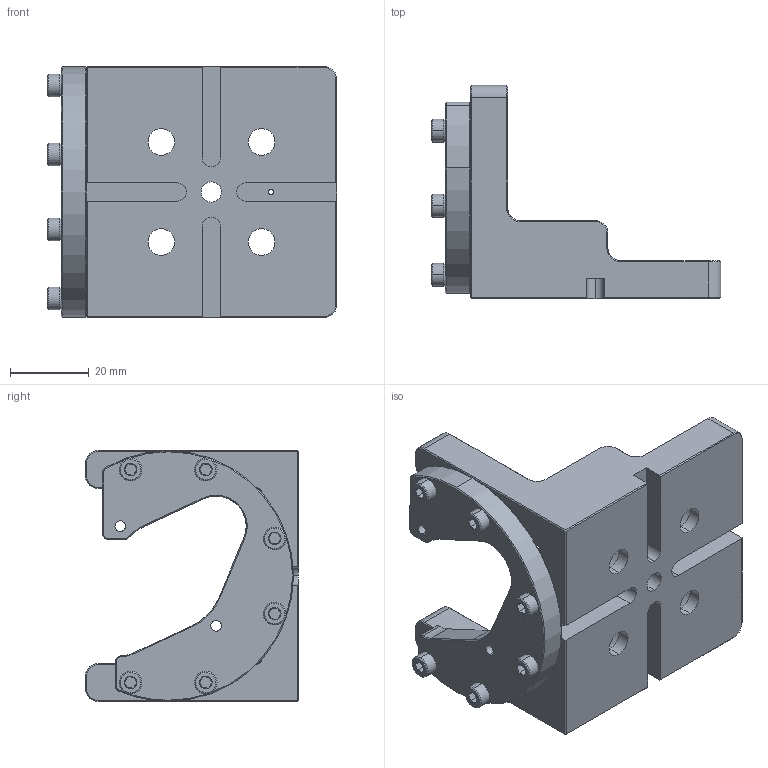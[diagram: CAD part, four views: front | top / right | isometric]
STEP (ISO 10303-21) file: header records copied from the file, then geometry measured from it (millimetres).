
FILE_DESCRIPTION (( 'STEP AP214' ), '1' );
FILE_NAME ('AX-MT621312-S1.STEP', '2025-05-21T01:13:29', ( '' ), ( '' ), 'SwSTEP 2.0', 'SolidWorks 2021', '' );
FILE_SCHEMA (( 'AUTOMOTIVE_DESIGN' ));
Length unit declared in the file: inch
Products named in the file (1): AX-MT621312-S1
Bounding box: 73.36 x 53.98 x 63.5 mm (x, y, z)
Volume: 54563.2 mm3; surface area: 20678.9 mm2
Topology: 1 solids, 1 shells, 363 faces, 819 edges, 472 vertices
Faces by surface type: plane 146, cone 129, cylinder 84, bspline 4
Entity records: 15456 total; most frequent: CARTESIAN_POINT 2575, DIRECTION 1793, ORIENTED_EDGE 1626, EDGE_CURVE 813, AXIS2_PLACEMENT_3D 670, VERTEX_POINT 472, VECTOR 453, LINE 453
